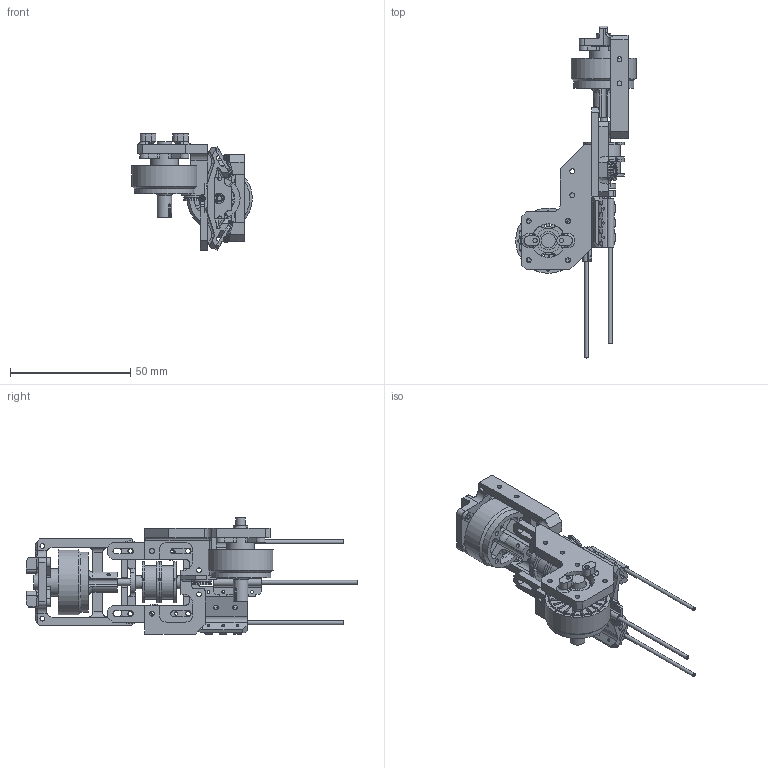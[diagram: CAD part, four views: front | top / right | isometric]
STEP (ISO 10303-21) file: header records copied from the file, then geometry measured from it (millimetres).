
FILE_DESCRIPTION(/* description */ (''),/* implementation_level */ '2;1');
FILE_NAME(/* name */ 'tip_3_n_base_ass.stp',/* time_stamp */ '2021-10-20T18:56:57+08:00',/* author */ ('Shuang Peng'),/* organization */ (''),/* preprocessor_version */ 'ST-DEVELOPER v18',/* originating_system */ 'Autodesk Inventor 2020',/* authorisation */ '');
FILE_SCHEMA (('AUTOMOTIVE_DESIGN { 1 0 10303 214 3 1 1 }'));
Length unit declared in the file: millimetre
Products named in the file (18): tip_3_n_base_ass; roller_n_1; bearing_hh_1; pin3_40; end_shell_n_1; bl_tube_ass_2; bw_tube_0.8_1.6; bl_tube_hn_1; ext_pin_shell_2; mot_test_enc_hh_1; mot_trans_1; arc_wheel_shell_1; c_roller_1; bearing_3_6_2; mot_27_ass; mot_27_2; mot_27_1; tendon_wh_1_mod
Assembly tree (28 placements, depth 3):
  tip_3_n_base_ass
    roller_n_1  x2
    bearing_hh_1  x2
    bearing_3_6_2  x5
    pin3_40
    end_shell_n_1
    c_roller_1  x3
    bl_tube_ass_2  x3
      bw_tube_0.8_1.6
      bl_tube_hn_1
    ext_pin_shell_2
    mot_test_enc_hh_1
    mot_27_ass  x2
      mot_27_2
      mot_27_1
    mot_trans_1
    arc_wheel_shell_1
    tendon_wh_1_mod
Bounding box: 49.95 x 137.8 x 48.35 mm (x, y, z)
Volume: 29804.5 mm3; surface area: 39131.5 mm2
Topology: 29 solids, 29 shells, 1701 faces, 5023 edges, 3390 vertices
Faces by surface type: plane 847, cylinder 710, sphere 63, bspline 32, torus 26, cone 23
Full cylindrical faces by diameter (mm): 0.8 x3, 1.1 x18, 1.2 x18, 1.4 x12, 1.6 x6, 1.65 x4, 1.8 x6, 1.9 x6, 2 x49, 2.8 x1, 3 x15, 4 x5, 5 x5, 5.5 x2, 6 x11, 6.24 x2, 7.6 x2, 8 x6, 10.3 x2, 11.5 x2, 14 x3, 25 x1, 25.1 x1, 27.1 x2
Entity records: 39790 total; most frequent: CARTESIAN_POINT 9905, ORIENTED_EDGE 6188, DIRECTION 6136, EDGE_CURVE 3094, AXIS2_PLACEMENT_3D 2165, VERTEX_POINT 2081, LINE 1806, VECTOR 1806
